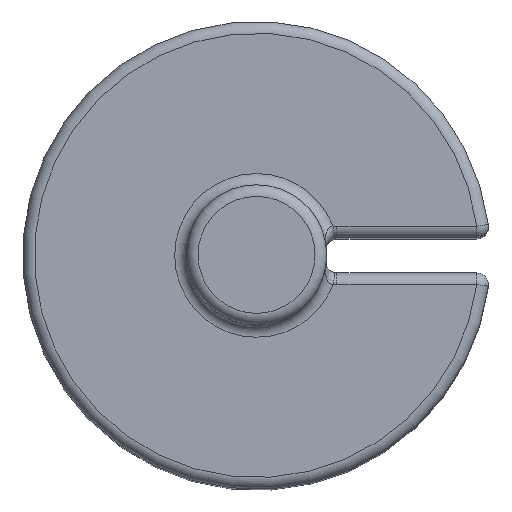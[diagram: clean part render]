
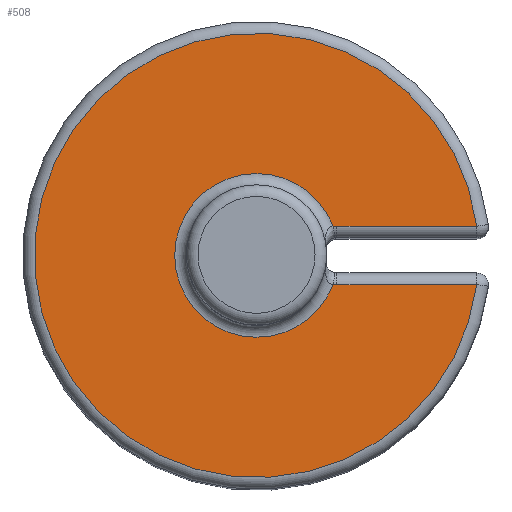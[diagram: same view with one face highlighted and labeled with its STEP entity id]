
A CAD part, top view. The second image highlights one B-rep face of the part: STEP entity #508.
In plain terms, the highlighted planar face has unit normal (0, 0, 1).
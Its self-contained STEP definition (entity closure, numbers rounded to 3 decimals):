
#21=PLANE('',#597);
#85=FACE_OUTER_BOUND('',#120,.T.);
#120=EDGE_LOOP('',(#459,#460,#461,#462,#463,#464));
#135=LINE('',#1058,#152);
#136=LINE('',#1240,#153);
#152=VECTOR('',#690,10.);
#153=VECTOR('',#717,10.);
#179=CIRCLE('',#563,1.);
#182=CIRCLE('',#567,9.5);
#185=CIRCLE('',#571,1.);
#199=CIRCLE('',#595,3.5);
#228=VERTEX_POINT('',#1054);
#229=VERTEX_POINT('',#1056);
#230=VERTEX_POINT('',#1060);
#232=VERTEX_POINT('',#1169);
#233=VERTEX_POINT('',#1213);
#235=VERTEX_POINT('',#1235);
#288=EDGE_CURVE('',#229,#228,#135,.T.);
#290=EDGE_CURVE('',#230,#229,#179,.T.);
#295=EDGE_CURVE('',#228,#232,#182,.T.);
#300=EDGE_CURVE('',#235,#233,#185,.T.);
#302=EDGE_CURVE('',#232,#235,#136,.T.);
#316=EDGE_CURVE('',#233,#230,#199,.T.);
#459=ORIENTED_EDGE('',*,*,#290,.F.);
#460=ORIENTED_EDGE('',*,*,#316,.F.);
#461=ORIENTED_EDGE('',*,*,#300,.F.);
#462=ORIENTED_EDGE('',*,*,#302,.F.);
#463=ORIENTED_EDGE('',*,*,#295,.F.);
#464=ORIENTED_EDGE('',*,*,#288,.F.);
#508=ADVANCED_FACE('',(#85),#21,.T.);
#563=AXIS2_PLACEMENT_3D('',#1062,#695,#696);
#567=AXIS2_PLACEMENT_3D('',#1172,#703,#704);
#571=AXIS2_PLACEMENT_3D('',#1237,#711,#712);
#595=AXIS2_PLACEMENT_3D('',#1270,#761,#762);
#597=AXIS2_PLACEMENT_3D('',#1272,#765,#766);
#690=DIRECTION('',(1.,0.,0.));
#695=DIRECTION('center_axis',(0.,0.,1.));
#696=DIRECTION('ref_axis',(-0.018,-1.,0.));
#703=DIRECTION('center_axis',(0.,0.,-1.));
#704=DIRECTION('ref_axis',(-1.,0.,0.));
#711=DIRECTION('center_axis',(0.,0.,1.));
#712=DIRECTION('ref_axis',(-0.018,1.,0.));
#717=DIRECTION('',(-1.,0.,0.));
#761=DIRECTION('center_axis',(0.,0.,1.));
#762=DIRECTION('ref_axis',(-1.,0.,0.));
#765=DIRECTION('center_axis',(0.,0.,1.));
#766=DIRECTION('ref_axis',(-1.,0.,0.));
#1054=CARTESIAN_POINT('',(9.417,-1.25,42.));
#1056=CARTESIAN_POINT('',(3.437,-1.25,42.));
#1058=CARTESIAN_POINT('',(4.986,-1.25,42.));
#1060=CARTESIAN_POINT('',(3.274,-1.237,42.));
#1062=CARTESIAN_POINT('Origin',(3.437,-0.25,42.));
#1169=CARTESIAN_POINT('',(9.417,1.25,42.));
#1172=CARTESIAN_POINT('Origin',(0.,0.,42.));
#1213=CARTESIAN_POINT('',(3.274,1.237,42.));
#1235=CARTESIAN_POINT('',(3.437,1.25,42.));
#1237=CARTESIAN_POINT('Origin',(3.437,0.25,42.));
#1240=CARTESIAN_POINT('',(1.485,1.25,42.));
#1270=CARTESIAN_POINT('Origin',(0.,0.,42.));
#1272=CARTESIAN_POINT('Origin',(0.,0.,42.));
